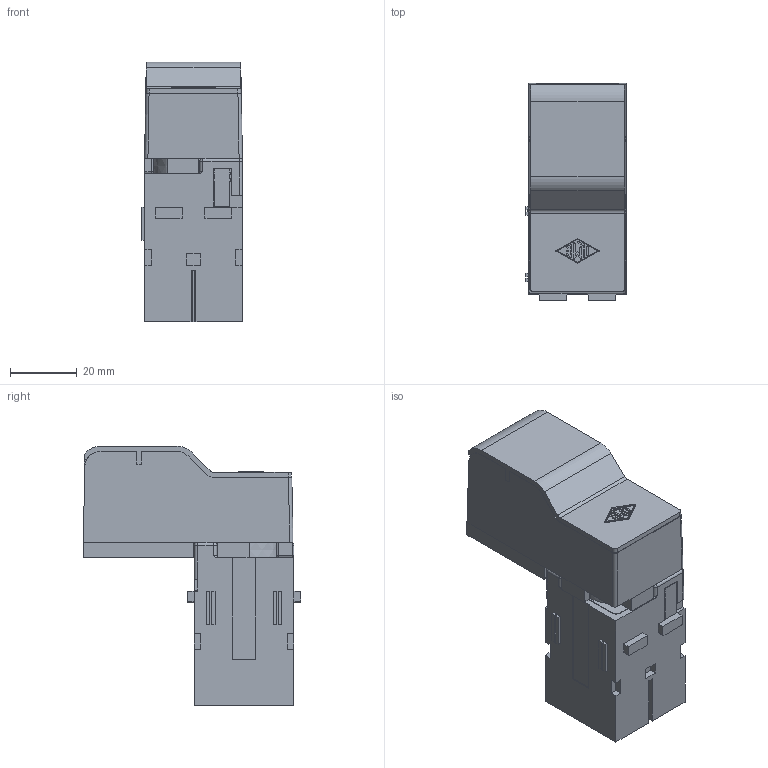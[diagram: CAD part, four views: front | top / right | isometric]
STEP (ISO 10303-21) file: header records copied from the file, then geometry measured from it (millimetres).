
FILE_DESCRIPTION(('Creo Elements/Direct Modeling STEP Export'),'2;1');
FILE_NAME('0ln7uvk5p88ab9q5692','2023-02-16T16:41:26',(''),(''),'Creo Elements/Direct Modeling STEP processor for AP214 (Solid Model)','Creo Elements/Direct Modeling 20.1B 02-Apr-2019 (C) Parametric Technology GmbH','');
FILE_SCHEMA(('AUTOMOTIVE_DESIGN { 1 0 10303 214 1 1 1 1 }'));
Length unit declared in the file: millimetre
Products named in the file (3): CX 01 30AM; Insulated cover plate
Assembly tree (2 placements, depth 2):
  CX 01 30AM
    Insulated cover plate
    CX 01 30AM
Bounding box: 30.3 x 65.3 x 78.1 mm (x, y, z)
Volume: 50685.1 mm3; surface area: 37450.3 mm2
Topology: 2 solids, 2 shells, 996 faces, 2595 edges, 1554 vertices
Faces by surface type: plane 432, cylinder 359, sphere 80, bspline 58, torus 43, cone 22, extrusion 2
Entity records: 46151 total; most frequent: CARTESIAN_POINT 14975, ORIENTED_EDGE 5026, DIRECTION 4615, EDGE_CURVE 2513, AXIS2_PLACEMENT_3D 1584, VERTEX_POINT 1554, VECTOR 1447, LINE 1445
